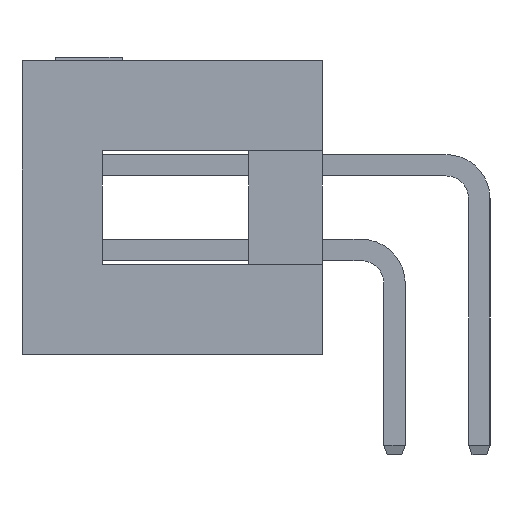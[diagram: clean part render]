
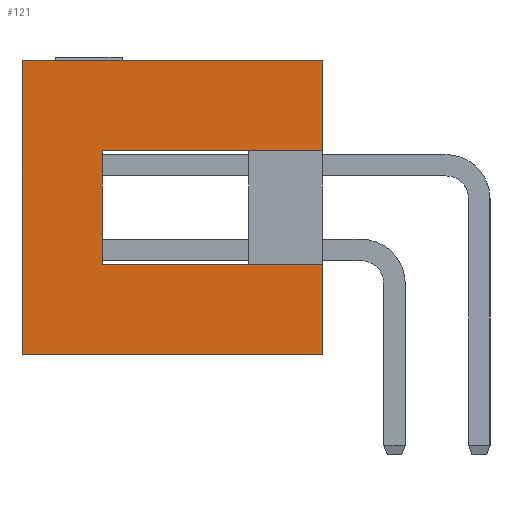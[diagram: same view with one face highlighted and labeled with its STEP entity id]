
A CAD part, left-side view. The second image highlights one B-rep face of the part: STEP entity #121.
In plain terms, the highlighted planar face has unit normal (-1, 0, 0).
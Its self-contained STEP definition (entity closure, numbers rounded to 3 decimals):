
#121=ADVANCED_FACE('',(#3601),#3603,.T.);
#3601=FACE_BOUND('',#3602,.T.);
#3602=EDGE_LOOP('',(#6378,#6379,#6380,#6381,#6382,#6383,#6384,#6385));
#3603=PLANE('',#3604);
#3604=AXIS2_PLACEMENT_3D('',#3605,#3606,#3607);
#3605=CARTESIAN_POINT('',(-5.17,0.,0.));
#3606=DIRECTION('',(-1.,0.,0.));
#3607=DIRECTION('',(0.,0.,1.));
#6378=ORIENTED_EDGE('',*,*,#8236,.T.);
#6379=ORIENTED_EDGE('',*,*,#8237,.T.);
#6380=ORIENTED_EDGE('',*,*,#8205,.T.);
#6381=ORIENTED_EDGE('',*,*,#8235,.T.);
#6382=ORIENTED_EDGE('',*,*,#8238,.T.);
#6383=ORIENTED_EDGE('',*,*,#8239,.T.);
#6384=ORIENTED_EDGE('',*,*,#8240,.T.);
#6385=ORIENTED_EDGE('',*,*,#8241,.T.);
#8205=EDGE_CURVE('',#9144,#9142,#9145,.T.);
#8235=EDGE_CURVE('',#9142,#9195,#9197,.T.);
#8236=EDGE_CURVE('',#9198,#9199,#9200,.F.);
#8237=EDGE_CURVE('',#9199,#9144,#9201,.T.);
#8238=EDGE_CURVE('',#9195,#9202,#9203,.T.);
#8239=EDGE_CURVE('',#9202,#9204,#9205,.T.);
#8240=EDGE_CURVE('',#9204,#9206,#9207,.F.);
#8241=EDGE_CURVE('',#9206,#9198,#9208,.F.);
#9142=VERTEX_POINT('',#10659);
#9144=VERTEX_POINT('',#10663);
#9145=LINE('',#10664,#10665);
#9195=VERTEX_POINT('',#10772);
#9197=LINE('',#10776,#10777);
#9198=VERTEX_POINT('',#10779);
#9199=VERTEX_POINT('',#10780);
#9200=LINE('',#10781,#10782);
#9201=LINE('',#10784,#10785);
#9202=VERTEX_POINT('',#10787);
#9203=LINE('',#10788,#10789);
#9204=VERTEX_POINT('',#10791);
#9205=LINE('',#10792,#10793);
#9206=VERTEX_POINT('',#10795);
#9207=LINE('',#10796,#10797);
#9208=LINE('',#10799,#10800);
#10659=CARTESIAN_POINT('',(-5.17,13.7,8.8));
#10663=CARTESIAN_POINT('',(-5.17,4.7,8.8));
#10664=CARTESIAN_POINT('',(-5.17,4.7,8.8));
#10665=VECTOR('',#10666,1.);
#10666=DIRECTION('',(0.,1.,0.));
#10772=CARTESIAN_POINT('',(-5.17,13.7,0.));
#10776=CARTESIAN_POINT('',(-5.17,13.7,8.8));
#10777=VECTOR('',#10778,1.);
#10778=DIRECTION('',(0.,0.,-1.));
#10779=CARTESIAN_POINT('',(-5.17,11.3,6.1));
#10780=CARTESIAN_POINT('',(-5.17,4.7,6.1));
#10781=CARTESIAN_POINT('',(-5.17,4.7,6.1));
#10782=VECTOR('',#10783,1.);
#10783=DIRECTION('',(0.,1.,0.));
#10784=CARTESIAN_POINT('',(-5.17,4.7,6.1));
#10785=VECTOR('',#10786,1.);
#10786=DIRECTION('',(0.,0.,1.));
#10787=CARTESIAN_POINT('',(-5.17,4.7,0.));
#10788=CARTESIAN_POINT('',(-5.17,13.7,0.));
#10789=VECTOR('',#10790,1.);
#10790=DIRECTION('',(0.,-1.,0.));
#10791=CARTESIAN_POINT('',(-5.17,4.7,2.7));
#10792=CARTESIAN_POINT('',(-5.17,4.7,0.));
#10793=VECTOR('',#10794,1.);
#10794=DIRECTION('',(0.,0.,1.));
#10795=CARTESIAN_POINT('',(-5.17,11.3,2.7));
#10796=CARTESIAN_POINT('',(-5.17,11.3,2.7));
#10797=VECTOR('',#10798,1.);
#10798=DIRECTION('',(0.,-1.,0.));
#10799=CARTESIAN_POINT('',(-5.17,11.3,6.1));
#10800=VECTOR('',#10801,1.);
#10801=DIRECTION('',(0.,0.,-1.));
